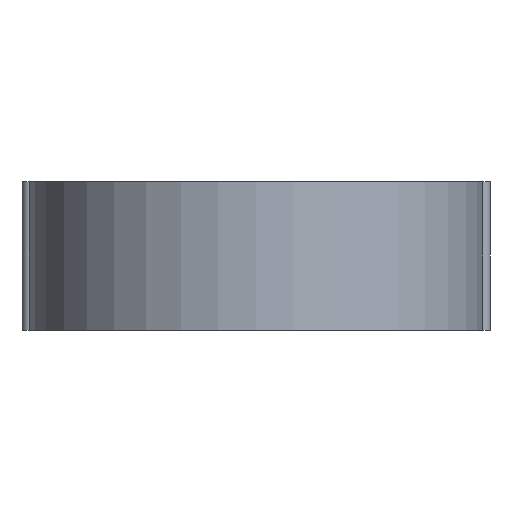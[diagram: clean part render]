
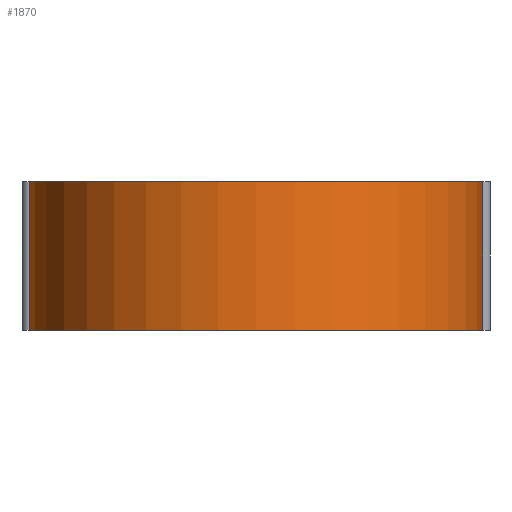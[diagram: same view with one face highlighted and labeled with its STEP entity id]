
A CAD part, front view. The second image highlights one B-rep face of the part: STEP entity #1870.
In plain terms, the highlighted cylindrical face has radius 15.272 mm (diameter 30.544 mm), a partial arc.
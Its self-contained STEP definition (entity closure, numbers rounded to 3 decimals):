
#60=CYLINDRICAL_SURFACE('',#2016,15.272);
#139=LINE('',#3009,#289);
#140=LINE('',#3015,#290);
#289=VECTOR('',#2322,1000.);
#290=VECTOR('',#2329,1000.);
#491=ORIENTED_EDGE('',*,*,#1046,.T.);
#492=ORIENTED_EDGE('',*,*,#1047,.F.);
#493=ORIENTED_EDGE('',*,*,#1048,.F.);
#494=ORIENTED_EDGE('',*,*,#1044,.T.);
#1044=EDGE_CURVE('',#1316,#1315,#139,.T.);
#1046=EDGE_CURVE('',#1315,#1317,#1474,.T.);
#1047=EDGE_CURVE('',#1318,#1317,#140,.T.);
#1048=EDGE_CURVE('',#1316,#1318,#1475,.T.);
#1315=VERTEX_POINT('',#3008);
#1316=VERTEX_POINT('',#3010);
#1317=VERTEX_POINT('',#3014);
#1318=VERTEX_POINT('',#3016);
#1474=CIRCLE('',#2017,15.272);
#1475=CIRCLE('',#2018,15.272);
#1581=EDGE_LOOP('',(#491,#492,#493,#494));
#1703=FACE_BOUND('',#1581,.T.);
#1870=ADVANCED_FACE('',(#1703),#60,.T.);
#2016=AXIS2_PLACEMENT_3D('',#3012,#2325,#2326);
#2017=AXIS2_PLACEMENT_3D('',#3013,#2327,#2328);
#2018=AXIS2_PLACEMENT_3D('',#3017,#2330,#2331);
#2322=DIRECTION('',(0.,0.,-1.));
#2325=DIRECTION('',(0.,0.,-1.));
#2326=DIRECTION('',(-1.,0.,0.));
#2327=DIRECTION('',(0.,0.,1.));
#2328=DIRECTION('',(1.,0.,0.));
#2329=DIRECTION('',(0.,0.,-1.));
#2330=DIRECTION('',(0.,0.,1.));
#2331=DIRECTION('',(1.,0.,0.));
#3008=CARTESIAN_POINT('',(-15.25,14.452,-5.));
#3009=CARTESIAN_POINT('',(-15.25,14.452,5.));
#3010=CARTESIAN_POINT('',(-15.25,14.452,5.));
#3012=CARTESIAN_POINT('',(0.,15.272,5.));
#3013=CARTESIAN_POINT('',(0.,15.272,-5.));
#3014=CARTESIAN_POINT('',(15.25,14.452,-5.));
#3015=CARTESIAN_POINT('',(15.25,14.452,5.));
#3016=CARTESIAN_POINT('',(15.25,14.452,5.));
#3017=CARTESIAN_POINT('',(0.,15.272,5.));
